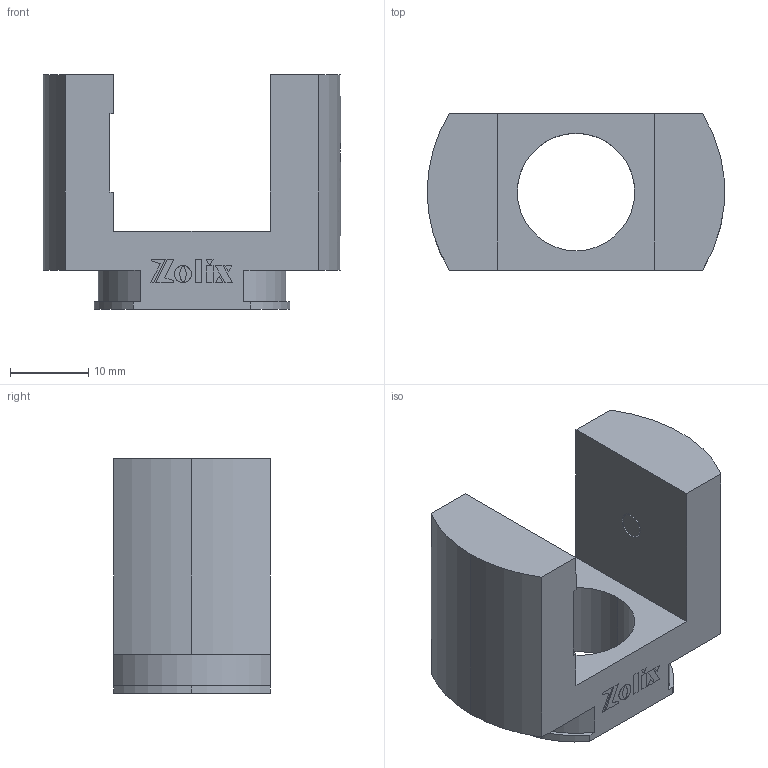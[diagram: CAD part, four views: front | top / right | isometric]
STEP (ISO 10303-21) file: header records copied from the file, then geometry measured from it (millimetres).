
FILE_DESCRIPTION (( 'STEP AP203' ), '1' );
FILE_NAME ('MAD25-CBH-20.STEP', '2022-07-15T00:51:05', ( '' ), ( '' ), 'SwSTEP 2.0', 'SolidWorks 2021', '' );
FILE_SCHEMA (( 'CONFIG_CONTROL_DESIGN' ));
Length unit declared in the file: millimetre
Products named in the file (1): MAD25-CBH-20
Bounding box: 38 x 20 x 30 mm (x, y, z)
Surface area: 4759 mm2 (no closed solid volume)
Topology: 0 solids, 4 shells, 70 faces, 413 edges, 346 vertices
Faces by surface type: plane 55, cylinder 15
Entity records: 4083 total; most frequent: CARTESIAN_POINT 884, DIRECTION 583, ORIENTED_EDGE 568, EDGE_CURVE 413, LINE 381, VECTOR 381, VERTEX_POINT 346, AXIS2_PLACEMENT_3D 101
